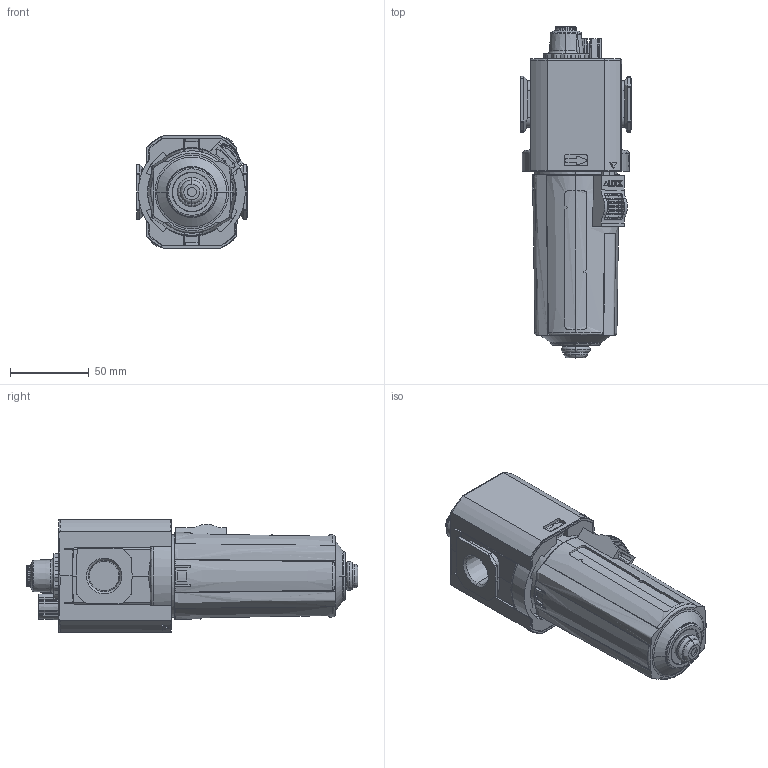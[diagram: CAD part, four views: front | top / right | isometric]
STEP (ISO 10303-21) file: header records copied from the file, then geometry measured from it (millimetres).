
FILE_DESCRIPTION (( 'STEP AP203' ), '1' );
FILE_NAME ('L84M-4AP-EPN.step', '2021-09-07T17:29:15', ( '' ), ( '' ), 'SwSTEP 2.0', 'SolidWorks 2021', '' );
FILE_SCHEMA (( 'CONFIG_CONTROL_DESIGN' ));
Length unit declared in the file: inch
Products named in the file (1): L84M-4AP-EPN
Bounding box: 70.25 x 210.96 x 72 mm (x, y, z)
Volume: 479516.4 mm3; surface area: 99744.5 mm2
Topology: 7 solids, 7 shells, 1246 faces, 3472 edges, 2282 vertices
Faces by surface type: plane 539, cylinder 422, bspline 166, cone 107, torus 12
Entity records: 45963 total; most frequent: CARTESIAN_POINT 15418, ORIENTED_EDGE 6944, DIRECTION 5821, EDGE_CURVE 3472, VERTEX_POINT 2282, AXIS2_PLACEMENT_3D 2087, VECTOR 1647, LINE 1647
